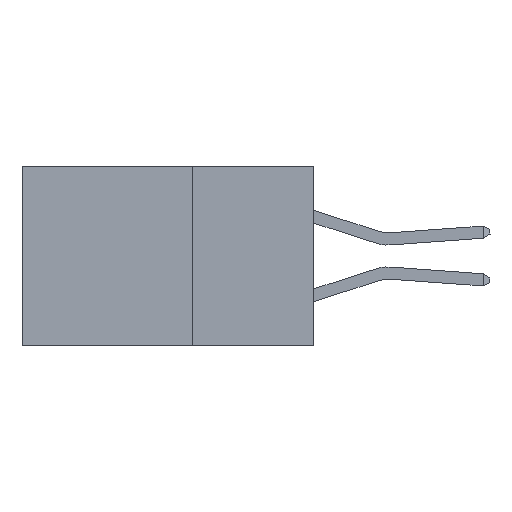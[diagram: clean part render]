
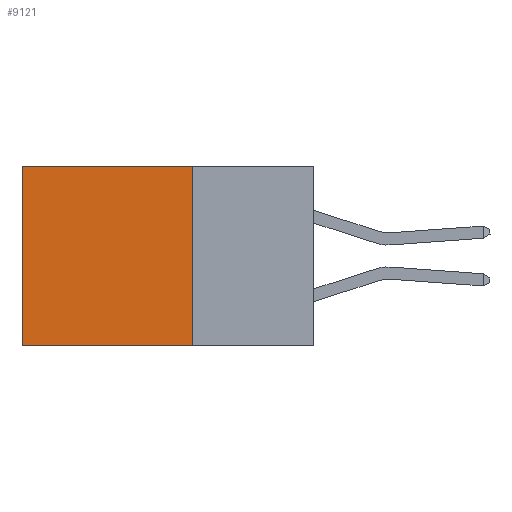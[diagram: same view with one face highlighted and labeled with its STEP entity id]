
A CAD part, left-side view. The second image highlights one B-rep face of the part: STEP entity #9121.
In plain terms, the highlighted planar face has unit normal (-1, 0, 0).
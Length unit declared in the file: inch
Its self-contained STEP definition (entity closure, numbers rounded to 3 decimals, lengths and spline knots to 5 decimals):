
#74 = VERTEX_POINT ( 'NONE', #12239 ) ;
#288 = VERTEX_POINT ( 'NONE', #12029 ) ;
#1272 = EDGE_CURVE ( 'NONE', #74, #288, #9037, .T. ) ;
#1648 = CARTESIAN_POINT ( 'NONE',  ( 0.2875, 0.25, 0. ) ) ;
#2613 = VECTOR ( 'NONE', #8390, 39.37008 ) ;
#2698 = DIRECTION ( 'NONE',  ( 0., 0., -1. ) ) ;
#3007 = DIRECTION ( 'NONE',  ( 0., 0., -1. ) ) ;
#3530 = VECTOR ( 'NONE', #8424, 39.37008 ) ;
#3651 = EDGE_LOOP ( 'NONE', ( #6291, #6303, #6305, #6385 ) ) ;
#3985 = CARTESIAN_POINT ( 'NONE',  ( 0.2875, 0.25, 0. ) ) ;
#4629 = CARTESIAN_POINT ( 'NONE',  ( 0.2875, 0.6, 0. ) ) ;
#4861 = VECTOR ( 'NONE', #3007, 39.37008 ) ;
#5515 = VERTEX_POINT ( 'NONE', #4629 ) ;
#6169 = CARTESIAN_POINT ( 'NONE',  ( 0.2875, 0.6, -0.37 ) ) ;
#6291 = ORIENTED_EDGE ( 'NONE', *, *, #7467, .T. ) ;
#6303 = ORIENTED_EDGE ( 'NONE', *, *, #11433, .F. ) ;
#6305 = ORIENTED_EDGE ( 'NONE', *, *, #1272, .F. ) ;
#6385 = ORIENTED_EDGE ( 'NONE', *, *, #6418, .T. ) ;
#6418 = EDGE_CURVE ( 'NONE', #74, #5515, #7532, .T. ) ;
#7017 = CARTESIAN_POINT ( 'NONE',  ( 0.2875, 0.6, 0. ) ) ;
#7429 = CARTESIAN_POINT ( 'NONE',  ( 0.2875, 0.25, -0.37 ) ) ;
#7467 = EDGE_CURVE ( 'NONE', #5515, #8882, #10633, .T. ) ;
#7532 = LINE ( 'NONE', #3985, #10359 ) ;
#7725 = PLANE ( 'NONE',  #11329 ) ;
#8390 = DIRECTION ( 'NONE',  ( 0., 0., -1. ) ) ;
#8421 = CARTESIAN_POINT ( 'NONE',  ( 0.2875, 0.25, 0. ) ) ;
#8424 = DIRECTION ( 'NONE',  ( 0., 1., 0. ) ) ;
#8704 = DIRECTION ( 'NONE',  ( 1., 0., 0. ) ) ;
#8882 = VERTEX_POINT ( 'NONE', #6169 ) ;
#9037 = LINE ( 'NONE', #8421, #2613 ) ;
#9121 = ADVANCED_FACE ( 'NONE', ( #12600 ), #7725, .F. ) ;
#9864 = DIRECTION ( 'NONE',  ( 0., 1., 0. ) ) ;
#10359 = VECTOR ( 'NONE', #9864, 39.37008 ) ;
#10633 = LINE ( 'NONE', #7017, #4861 ) ;
#11001 = LINE ( 'NONE', #7429, #3530 ) ;
#11329 = AXIS2_PLACEMENT_3D ( 'NONE', #1648, #8704, #2698 ) ;
#11433 = EDGE_CURVE ( 'NONE', #288, #8882, #11001, .T. ) ;
#12029 = CARTESIAN_POINT ( 'NONE',  ( 0.2875, 0.25, -0.37 ) ) ;
#12239 = CARTESIAN_POINT ( 'NONE',  ( 0.2875, 0.25, 0. ) ) ;
#12600 = FACE_OUTER_BOUND ( 'NONE', #3651, .T. ) ;
